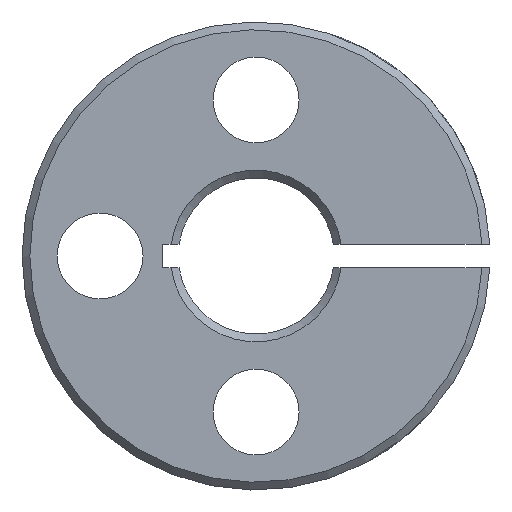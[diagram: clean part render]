
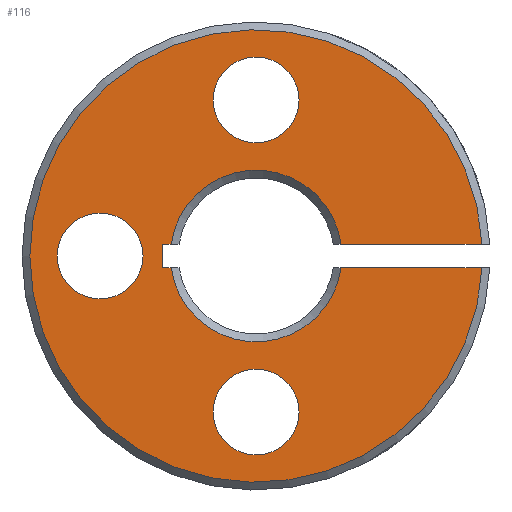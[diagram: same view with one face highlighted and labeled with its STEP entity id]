
A CAD part, left-side view. The second image highlights one B-rep face of the part: STEP entity #116.
In plain terms, the highlighted planar face has unit normal (-1, 0, 0).
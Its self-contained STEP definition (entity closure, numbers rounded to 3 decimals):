
#116 = ADVANCED_FACE( '', ( #232, #233, #234, #235 ), #236, .T. );
#232 = FACE_OUTER_BOUND( '', #337, .T. );
#233 = FACE_BOUND( '', #338, .T. );
#234 = FACE_BOUND( '', #339, .T. );
#235 = FACE_BOUND( '', #340, .T. );
#236 = PLANE( '', #341 );
#337 = EDGE_LOOP( '', ( #540, #541, #542, #543, #544, #545, #546, #547 ) );
#338 = EDGE_LOOP( '', ( #548 ) );
#339 = EDGE_LOOP( '', ( #549 ) );
#340 = EDGE_LOOP( '', ( #550 ) );
#341 = AXIS2_PLACEMENT_3D( '', #551, #552, #553 );
#540 = ORIENTED_EDGE( '', *, *, #654, .T. );
#541 = ORIENTED_EDGE( '', *, *, #655, .T. );
#542 = ORIENTED_EDGE( '', *, *, #586, .T. );
#543 = ORIENTED_EDGE( '', *, *, #651, .T. );
#544 = ORIENTED_EDGE( '', *, *, #644, .F. );
#545 = ORIENTED_EDGE( '', *, *, #609, .T. );
#546 = ORIENTED_EDGE( '', *, *, #624, .T. );
#547 = ORIENTED_EDGE( '', *, *, #642, .T. );
#548 = ORIENTED_EDGE( '', *, *, #632, .T. );
#549 = ORIENTED_EDGE( '', *, *, #647, .T. );
#550 = ORIENTED_EDGE( '', *, *, #620, .T. );
#551 = CARTESIAN_POINT( '', ( 0., 14.5, 0. ) );
#552 = DIRECTION( '', ( -1., 0., 0. ) );
#553 = DIRECTION( '', ( 0., 0., 1. ) );
#586 = EDGE_CURVE( '', #683, #684, #685, .T. );
#609 = EDGE_CURVE( '', #723, #724, #725, .T. );
#620 = EDGE_CURVE( '', #739, #739, #740, .T. );
#624 = EDGE_CURVE( '', #724, #744, #745, .T. );
#632 = EDGE_CURVE( '', #756, #756, #757, .T. );
#642 = EDGE_CURVE( '', #744, #766, #768, .T. );
#644 = EDGE_CURVE( '', #723, #770, #771, .T. );
#647 = EDGE_CURVE( '', #774, #774, #775, .T. );
#651 = EDGE_CURVE( '', #684, #770, #780, .T. );
#654 = EDGE_CURVE( '', #766, #783, #784, .T. );
#655 = EDGE_CURVE( '', #783, #683, #785, .T. );
#683 = VERTEX_POINT( '', #818 );
#684 = VERTEX_POINT( '', #819 );
#685 = CIRCLE( '', #820, 5.5 );
#723 = VERTEX_POINT( '', #949 );
#724 = VERTEX_POINT( '', #950 );
#725 = LINE( '', #951, #952 );
#739 = VERTEX_POINT( '', #977 );
#740 = CIRCLE( '', #978, 2.75 );
#744 = VERTEX_POINT( '', #985 );
#745 = CIRCLE( '', #986, 5.5 );
#756 = VERTEX_POINT( '', #1002 );
#757 = CIRCLE( '', #1003, 2.75 );
#766 = VERTEX_POINT( '', #1020 );
#768 = LINE( '', #1023, #1024 );
#770 = VERTEX_POINT( '', #1026 );
#771 = CIRCLE( '', #1027, 14.5 );
#774 = VERTEX_POINT( '', #1033 );
#775 = CIRCLE( '', #1034, 2.75 );
#780 = LINE( '', #1039, #1040 );
#783 = VERTEX_POINT( '', #1043 );
#784 = LINE( '', #1044, #1045 );
#785 = LINE( '', #1046, #1047 );
#818 = CARTESIAN_POINT( '', ( 0., 5.449, 0.75 ) );
#819 = CARTESIAN_POINT( '', ( 0., -5.449, 0.75 ) );
#820 = AXIS2_PLACEMENT_3D( '', #1075, #1076, #1077 );
#949 = CARTESIAN_POINT( '', ( 0., -14.481, -0.75 ) );
#950 = CARTESIAN_POINT( '', ( 0., -5.449, -0.75 ) );
#951 = CARTESIAN_POINT( '', ( 0., -15., -0.75 ) );
#952 = VECTOR( '', #1104, 1000. );
#977 = CARTESIAN_POINT( '', ( 0., 0., 7.25 ) );
#978 = AXIS2_PLACEMENT_3D( '', #1113, #1114, #1115 );
#985 = CARTESIAN_POINT( '', ( 0., 5.449, -0.75 ) );
#986 = AXIS2_PLACEMENT_3D( '', #1116, #1117, #1118 );
#1002 = CARTESIAN_POINT( '', ( 0., 0., -12.75 ) );
#1003 = AXIS2_PLACEMENT_3D( '', #1127, #1128, #1129 );
#1020 = CARTESIAN_POINT( '', ( 0., 6., -0.75 ) );
#1023 = CARTESIAN_POINT( '', ( 0., -15., -0.75 ) );
#1024 = VECTOR( '', #1133, 1000. );
#1026 = CARTESIAN_POINT( '', ( 0., -14.481, 0.75 ) );
#1027 = AXIS2_PLACEMENT_3D( '', #1134, #1135, #1136 );
#1033 = CARTESIAN_POINT( '', ( 0., 10., -2.75 ) );
#1034 = AXIS2_PLACEMENT_3D( '', #1137, #1138, #1139 );
#1039 = CARTESIAN_POINT( '', ( 0., 6., 0.75 ) );
#1040 = VECTOR( '', #1143, 1000. );
#1043 = CARTESIAN_POINT( '', ( 0., 6., 0.75 ) );
#1044 = CARTESIAN_POINT( '', ( 0., 6., -0.75 ) );
#1045 = VECTOR( '', #1144, 1000. );
#1046 = CARTESIAN_POINT( '', ( 0., 6., 0.75 ) );
#1047 = VECTOR( '', #1145, 1000. );
#1075 = CARTESIAN_POINT( '', ( 0., 0., 0. ) );
#1076 = DIRECTION( '', ( 1., 0., 0. ) );
#1077 = DIRECTION( '', ( 0., 0., -1. ) );
#1104 = DIRECTION( '', ( 0., 1., 0. ) );
#1113 = CARTESIAN_POINT( '', ( 0., 0., 10. ) );
#1114 = DIRECTION( '', ( 1., 0., 0. ) );
#1115 = DIRECTION( '', ( 0., 0., -1. ) );
#1116 = CARTESIAN_POINT( '', ( 0., 0., 0. ) );
#1117 = DIRECTION( '', ( 1., 0., 0. ) );
#1118 = DIRECTION( '', ( 0., 0., -1. ) );
#1127 = CARTESIAN_POINT( '', ( 0., 0., -10. ) );
#1128 = DIRECTION( '', ( 1., 0., 0. ) );
#1129 = DIRECTION( '', ( 0., 0., -1. ) );
#1133 = DIRECTION( '', ( 0., 1., 0. ) );
#1134 = CARTESIAN_POINT( '', ( 0., 0., 0. ) );
#1135 = DIRECTION( '', ( 1., 0., 0. ) );
#1136 = DIRECTION( '', ( 0., 0., -1. ) );
#1137 = CARTESIAN_POINT( '', ( 0., 10., 0. ) );
#1138 = DIRECTION( '', ( 1., 0., 0. ) );
#1139 = DIRECTION( '', ( 0., 0., -1. ) );
#1143 = DIRECTION( '', ( 0., -1., 0. ) );
#1144 = DIRECTION( '', ( 0., 0., 1. ) );
#1145 = DIRECTION( '', ( 0., -1., 0. ) );
